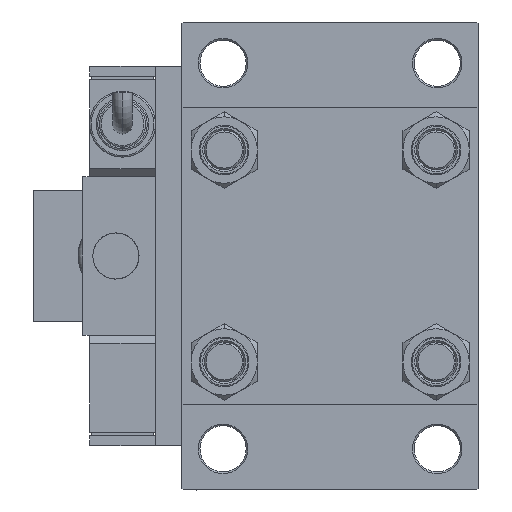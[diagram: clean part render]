
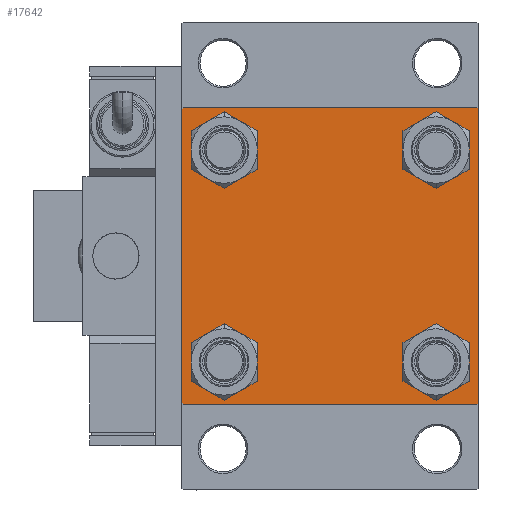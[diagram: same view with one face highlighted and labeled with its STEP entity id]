
A CAD part, left-side view. The second image highlights one B-rep face of the part: STEP entity #17642.
In plain terms, the highlighted planar face has unit normal (-1, 0, 0).
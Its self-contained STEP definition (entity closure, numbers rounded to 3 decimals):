
#93 = FACE_BOUND ( 'NONE', #36933, .T. ) ;
#139 = VERTEX_POINT ( 'NONE', #52858 ) ;
#177 = EDGE_CURVE ( 'NONE', #6547, #5908, #15026, .T. ) ;
#432 = EDGE_LOOP ( 'NONE', ( #31612, #47291 ) ) ;
#900 = VERTEX_POINT ( 'NONE', #52866 ) ;
#1238 = AXIS2_PLACEMENT_3D ( 'NONE', #32712, #36606, #54412 ) ;
#1259 = DIRECTION ( 'NONE',  ( 0., 0.707, 0.707 ) ) ;
#1474 = EDGE_CURVE ( 'NONE', #44556, #46172, #47479, .T. ) ;
#1751 = DIRECTION ( 'NONE',  ( 0., 0., 1. ) ) ;
#1830 = ORIENTED_EDGE ( 'NONE', *, *, #8269, .T. ) ;
#1838 = CARTESIAN_POINT ( 'NONE',  ( 0., -32.15, 32.15 ) ) ;
#2137 = DIRECTION ( 'NONE',  ( 0., 0., 1. ) ) ;
#2493 = CIRCLE ( 'NONE', #39813, 6.5 ) ;
#2600 = CIRCLE ( 'NONE', #43458, 6.5 ) ;
#3683 = EDGE_CURVE ( 'NONE', #139, #26519, #43871, .T. ) ;
#4439 = CARTESIAN_POINT ( 'NONE',  ( 0., -32.15, -32.15 ) ) ;
#4591 = AXIS2_PLACEMENT_3D ( 'NONE', #32054, #49029, #1751 ) ;
#4920 = CARTESIAN_POINT ( 'NONE',  ( 0., 45., -45. ) ) ;
#5416 = LINE ( 'NONE', #39634, #36157 ) ;
#5809 = DIRECTION ( 'NONE',  ( 0., 0., -1. ) ) ;
#5908 = VERTEX_POINT ( 'NONE', #42100 ) ;
#6345 = CARTESIAN_POINT ( 'NONE',  ( 0., -45., 45. ) ) ;
#6547 = VERTEX_POINT ( 'NONE', #24949 ) ;
#7108 = ORIENTED_EDGE ( 'NONE', *, *, #1474, .T. ) ;
#7246 = CIRCLE ( 'NONE', #4591, 6.5 ) ;
#7654 = VERTEX_POINT ( 'NONE', #33381 ) ;
#8269 = EDGE_CURVE ( 'NONE', #46172, #15939, #46246, .T. ) ;
#8410 = CARTESIAN_POINT ( 'NONE',  ( 0., -45., 44.5 ) ) ;
#10434 = DIRECTION ( 'NONE',  ( 0., 0., 1. ) ) ;
#11241 = VERTEX_POINT ( 'NONE', #30626 ) ;
#11768 = VECTOR ( 'NONE', #38854, 1000. ) ;
#12321 = DIRECTION ( 'NONE',  ( 0., -0.707, -0.707 ) ) ;
#12901 = DIRECTION ( 'NONE',  ( -1., 0., 0. ) ) ;
#13345 = DIRECTION ( 'NONE',  ( 0., 0., 1. ) ) ;
#13974 = AXIS2_PLACEMENT_3D ( 'NONE', #50451, #12901, #54072 ) ;
#14347 = LINE ( 'NONE', #43820, #54393 ) ;
#15026 = LINE ( 'NONE', #28358, #44578 ) ;
#15261 = CARTESIAN_POINT ( 'NONE',  ( 0., -32.15, 25.65 ) ) ;
#15939 = VERTEX_POINT ( 'NONE', #52149 ) ;
#16495 = LINE ( 'NONE', #33445, #44285 ) ;
#17507 = EDGE_CURVE ( 'NONE', #50694, #35574, #5416, .T. ) ;
#17642 = ADVANCED_FACE ( 'NONE', ( #93, #41815, #25134, #50999, #38196 ), #24863, .T. ) ;
#17661 = ORIENTED_EDGE ( 'NONE', *, *, #29505, .F. ) ;
#18557 = DIRECTION ( 'NONE',  ( 0., 0., 1. ) ) ;
#18649 = ORIENTED_EDGE ( 'NONE', *, *, #19722, .T. ) ;
#18821 = CARTESIAN_POINT ( 'NONE',  ( 0., -44.5, -45. ) ) ;
#19133 = ORIENTED_EDGE ( 'NONE', *, *, #31713, .T. ) ;
#19722 = EDGE_CURVE ( 'NONE', #35050, #52177, #2493, .T. ) ;
#20756 = CARTESIAN_POINT ( 'NONE',  ( 0., -32.15, -38.65 ) ) ;
#22724 = DIRECTION ( 'NONE',  ( 0., 0., 1. ) ) ;
#23002 = CARTESIAN_POINT ( 'NONE',  ( 0., 32.15, 32.15 ) ) ;
#23065 = CIRCLE ( 'NONE', #24858, 6.5 ) ;
#23278 = CARTESIAN_POINT ( 'NONE',  ( 0., -32.15, -32.15 ) ) ;
#23312 = CARTESIAN_POINT ( 'NONE',  ( 0., 45., -44.5 ) ) ;
#23489 = EDGE_CURVE ( 'NONE', #7654, #31069, #39844, .T. ) ;
#24201 = DIRECTION ( 'NONE',  ( 0., 0.707, -0.707 ) ) ;
#24212 = DIRECTION ( 'NONE',  ( 1., 0., 0. ) ) ;
#24762 = DIRECTION ( 'NONE',  ( 0., 0., 1. ) ) ;
#24858 = AXIS2_PLACEMENT_3D ( 'NONE', #37275, #24212, #24762 ) ;
#24863 = PLANE ( 'NONE',  #13974 ) ;
#24949 = CARTESIAN_POINT ( 'NONE',  ( 0., 44.5, 45. ) ) ;
#25134 = FACE_BOUND ( 'NONE', #36802, .T. ) ;
#25867 = DIRECTION ( 'NONE',  ( 1., 0., 0. ) ) ;
#26519 = VERTEX_POINT ( 'NONE', #38070 ) ;
#27665 = CARTESIAN_POINT ( 'NONE',  ( 0., -32.15, 32.15 ) ) ;
#27712 = DIRECTION ( 'NONE',  ( 1., 0., 0. ) ) ;
#28141 = ORIENTED_EDGE ( 'NONE', *, *, #38742, .T. ) ;
#28290 = AXIS2_PLACEMENT_3D ( 'NONE', #23278, #40241, #2137 ) ;
#28358 = CARTESIAN_POINT ( 'NONE',  ( 0., 44.75, 44.75 ) ) ;
#28411 = VECTOR ( 'NONE', #29051, 1000. ) ;
#28709 = CARTESIAN_POINT ( 'NONE',  ( 0., -44.75, -44.75 ) ) ;
#29051 = DIRECTION ( 'NONE',  ( 0., 0., -1. ) ) ;
#29130 = EDGE_CURVE ( 'NONE', #26519, #139, #7246, .T. ) ;
#29505 = EDGE_CURVE ( 'NONE', #50694, #15939, #35296, .T. ) ;
#30626 = CARTESIAN_POINT ( 'NONE',  ( 0., 32.15, 25.65 ) ) ;
#30784 = ORIENTED_EDGE ( 'NONE', *, *, #3683, .T. ) ;
#31069 = VERTEX_POINT ( 'NONE', #20756 ) ;
#31612 = ORIENTED_EDGE ( 'NONE', *, *, #23489, .T. ) ;
#31713 = EDGE_CURVE ( 'NONE', #900, #11241, #32264, .T. ) ;
#31816 = ORIENTED_EDGE ( 'NONE', *, *, #17507, .T. ) ;
#32054 = CARTESIAN_POINT ( 'NONE',  ( 0., 32.15, -32.15 ) ) ;
#32264 = CIRCLE ( 'NONE', #46459, 6.5 ) ;
#32467 = CARTESIAN_POINT ( 'NONE',  ( 0., -44.5, 45. ) ) ;
#32712 = CARTESIAN_POINT ( 'NONE',  ( 0., 32.15, -32.15 ) ) ;
#32951 = CARTESIAN_POINT ( 'NONE',  ( 0., 45., 45. ) ) ;
#33381 = CARTESIAN_POINT ( 'NONE',  ( 0., -32.15, -25.65 ) ) ;
#33445 = CARTESIAN_POINT ( 'NONE',  ( 0., 44.75, -44.75 ) ) ;
#34395 = ORIENTED_EDGE ( 'NONE', *, *, #47388, .F. ) ;
#35050 = VERTEX_POINT ( 'NONE', #40813 ) ;
#35296 = LINE ( 'NONE', #6345, #49897 ) ;
#35574 = VERTEX_POINT ( 'NONE', #32467 ) ;
#35741 = DIRECTION ( 'NONE',  ( 1., 0., 0. ) ) ;
#35771 = DIRECTION ( 'NONE',  ( 1., 0., 0. ) ) ;
#36157 = VECTOR ( 'NONE', #1259, 1000. ) ;
#36606 = DIRECTION ( 'NONE',  ( 1., 0., 0. ) ) ;
#36802 = EDGE_LOOP ( 'NONE', ( #42538, #30784 ) ) ;
#36933 = EDGE_LOOP ( 'NONE', ( #18649, #54481 ) ) ;
#36946 = EDGE_LOOP ( 'NONE', ( #28141, #50882, #7108, #1830, #17661, #31816, #34395, #48838 ) ) ;
#37224 = EDGE_CURVE ( 'NONE', #50232, #44556, #16495, .T. ) ;
#37275 = CARTESIAN_POINT ( 'NONE',  ( 0., 32.15, 32.15 ) ) ;
#38070 = CARTESIAN_POINT ( 'NONE',  ( 0., 32.15, -25.65 ) ) ;
#38196 = FACE_OUTER_BOUND ( 'NONE', #36946, .T. ) ;
#38742 = EDGE_CURVE ( 'NONE', #5908, #50232, #41292, .T. ) ;
#38854 = DIRECTION ( 'NONE',  ( 0., -1., 0. ) ) ;
#38996 = EDGE_CURVE ( 'NONE', #11241, #900, #23065, .T. ) ;
#39128 = EDGE_CURVE ( 'NONE', #31069, #7654, #41725, .T. ) ;
#39634 = CARTESIAN_POINT ( 'NONE',  ( 0., -44.75, 44.75 ) ) ;
#39813 = AXIS2_PLACEMENT_3D ( 'NONE', #27665, #35741, #10434 ) ;
#39844 = CIRCLE ( 'NONE', #28290, 6.5 ) ;
#39874 = CARTESIAN_POINT ( 'NONE',  ( 0., 44.5, -45. ) ) ;
#40241 = DIRECTION ( 'NONE',  ( 1., 0., 0. ) ) ;
#40525 = EDGE_CURVE ( 'NONE', #52177, #35050, #2600, .T. ) ;
#40813 = CARTESIAN_POINT ( 'NONE',  ( 0., -32.15, 38.65 ) ) ;
#41292 = LINE ( 'NONE', #32951, #28411 ) ;
#41725 = CIRCLE ( 'NONE', #50639, 6.5 ) ;
#41815 = FACE_BOUND ( 'NONE', #432, .T. ) ;
#42100 = CARTESIAN_POINT ( 'NONE',  ( 0., 45., 44.5 ) ) ;
#42538 = ORIENTED_EDGE ( 'NONE', *, *, #29130, .T. ) ;
#42595 = DIRECTION ( 'NONE',  ( 0., -0.707, 0.707 ) ) ;
#43458 = AXIS2_PLACEMENT_3D ( 'NONE', #1838, #35771, #22724 ) ;
#43820 = CARTESIAN_POINT ( 'NONE',  ( 0., 45., 45. ) ) ;
#43871 = CIRCLE ( 'NONE', #1238, 6.5 ) ;
#44285 = VECTOR ( 'NONE', #12321, 1000. ) ;
#44556 = VERTEX_POINT ( 'NONE', #39874 ) ;
#44578 = VECTOR ( 'NONE', #24201, 1000. ) ;
#45908 = EDGE_LOOP ( 'NONE', ( #19133, #53904 ) ) ;
#46172 = VERTEX_POINT ( 'NONE', #18821 ) ;
#46246 = LINE ( 'NONE', #28709, #49506 ) ;
#46459 = AXIS2_PLACEMENT_3D ( 'NONE', #23002, #27712, #18557 ) ;
#47291 = ORIENTED_EDGE ( 'NONE', *, *, #39128, .T. ) ;
#47388 = EDGE_CURVE ( 'NONE', #6547, #35574, #14347, .T. ) ;
#47479 = LINE ( 'NONE', #4920, #11768 ) ;
#48819 = DIRECTION ( 'NONE',  ( 0., -1., 0. ) ) ;
#48838 = ORIENTED_EDGE ( 'NONE', *, *, #177, .T. ) ;
#49029 = DIRECTION ( 'NONE',  ( 1., 0., 0. ) ) ;
#49506 = VECTOR ( 'NONE', #42595, 1000. ) ;
#49897 = VECTOR ( 'NONE', #5809, 1000. ) ;
#50232 = VERTEX_POINT ( 'NONE', #23312 ) ;
#50451 = CARTESIAN_POINT ( 'NONE',  ( 0., 0., 0. ) ) ;
#50639 = AXIS2_PLACEMENT_3D ( 'NONE', #4439, #25867, #13345 ) ;
#50694 = VERTEX_POINT ( 'NONE', #8410 ) ;
#50882 = ORIENTED_EDGE ( 'NONE', *, *, #37224, .T. ) ;
#50999 = FACE_BOUND ( 'NONE', #45908, .T. ) ;
#52149 = CARTESIAN_POINT ( 'NONE',  ( 0., -45., -44.5 ) ) ;
#52177 = VERTEX_POINT ( 'NONE', #15261 ) ;
#52858 = CARTESIAN_POINT ( 'NONE',  ( 0., 32.15, -38.65 ) ) ;
#52866 = CARTESIAN_POINT ( 'NONE',  ( 0., 32.15, 38.65 ) ) ;
#53904 = ORIENTED_EDGE ( 'NONE', *, *, #38996, .T. ) ;
#54072 = DIRECTION ( 'NONE',  ( 0., 0., 1. ) ) ;
#54393 = VECTOR ( 'NONE', #48819, 1000. ) ;
#54412 = DIRECTION ( 'NONE',  ( 0., 0., 1. ) ) ;
#54481 = ORIENTED_EDGE ( 'NONE', *, *, #40525, .T. ) ;
